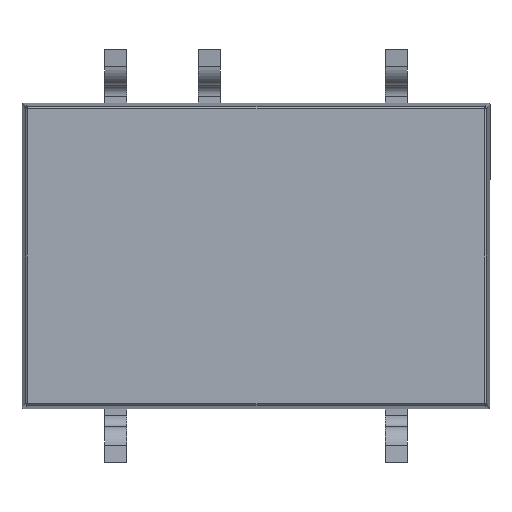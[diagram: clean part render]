
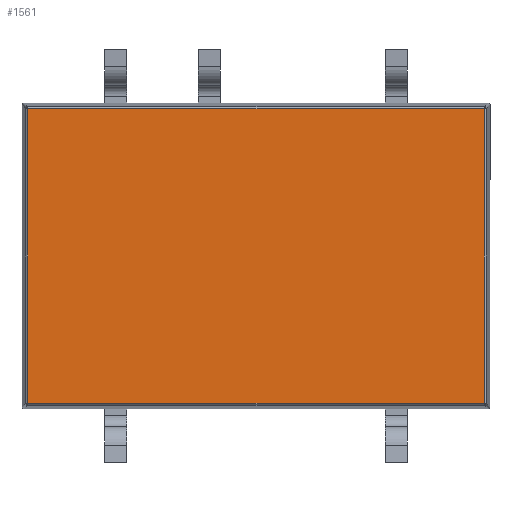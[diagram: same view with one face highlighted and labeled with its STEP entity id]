
A CAD part, front view. The second image highlights one B-rep face of the part: STEP entity #1561.
In plain terms, the highlighted planar face has unit normal (0, -1, 0).
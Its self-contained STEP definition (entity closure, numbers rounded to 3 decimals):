
#15 = EDGE_CURVE ( 'NONE', #2564, #441, #2837, .T. ) ;
#105 = DIRECTION ( 'NONE',  ( 0., 0., -1. ) ) ;
#220 = LINE ( 'NONE', #2730, #767 ) ;
#310 = CARTESIAN_POINT ( 'NONE',  ( -6.35, 0., 4.15 ) ) ;
#346 = DIRECTION ( 'NONE',  ( 0., 0., 1. ) ) ;
#441 = VERTEX_POINT ( 'NONE', #1730 ) ;
#447 = EDGE_CURVE ( 'NONE', #2257, #2564, #1334, .T. ) ;
#577 = DIRECTION ( 'NONE',  ( 0., 1., 0. ) ) ;
#767 = VECTOR ( 'NONE', #346, 1000. ) ;
#925 = ORIENTED_EDGE ( 'NONE', *, *, #15, .T. ) ;
#1054 = CARTESIAN_POINT ( 'NONE',  ( -6.198, 0., -4.045 ) ) ;
#1144 = DIRECTION ( 'NONE',  ( 1., 0., 0. ) ) ;
#1164 = EDGE_LOOP ( 'NONE', ( #1494, #2217, #925, #1916 ) ) ;
#1167 = LINE ( 'NONE', #2984, #2538 ) ;
#1271 = DIRECTION ( 'NONE',  ( -1., 0., 0. ) ) ;
#1334 = LINE ( 'NONE', #1054, #1457 ) ;
#1457 = VECTOR ( 'NONE', #105, 1000. ) ;
#1494 = ORIENTED_EDGE ( 'NONE', *, *, #2727, .T. ) ;
#1561 = ADVANCED_FACE ( 'NONE', ( #2539 ), #2922, .F. ) ;
#1590 = EDGE_CURVE ( 'NONE', #441, #3035, #220, .T. ) ;
#1730 = CARTESIAN_POINT ( 'NONE',  ( 6.198, 0., -3.998 ) ) ;
#1800 = CARTESIAN_POINT ( 'NONE',  ( 6.245, 0., -3.998 ) ) ;
#1916 = ORIENTED_EDGE ( 'NONE', *, *, #1590, .T. ) ;
#2013 = VECTOR ( 'NONE', #1144, 1000. ) ;
#2217 = ORIENTED_EDGE ( 'NONE', *, *, #447, .T. ) ;
#2257 = VERTEX_POINT ( 'NONE', #2710 ) ;
#2538 = VECTOR ( 'NONE', #1271, 1000. ) ;
#2539 = FACE_OUTER_BOUND ( 'NONE', #1164, .T. ) ;
#2564 = VERTEX_POINT ( 'NONE', #3048 ) ;
#2681 = DIRECTION ( 'NONE',  ( 0., 0., 1. ) ) ;
#2710 = CARTESIAN_POINT ( 'NONE',  ( -6.198, 0., 3.998 ) ) ;
#2727 = EDGE_CURVE ( 'NONE', #3035, #2257, #1167, .T. ) ;
#2730 = CARTESIAN_POINT ( 'NONE',  ( 6.198, 0., 4.045 ) ) ;
#2837 = LINE ( 'NONE', #1800, #2013 ) ;
#2886 = AXIS2_PLACEMENT_3D ( 'NONE', #310, #577, #2681 ) ;
#2922 = PLANE ( 'NONE',  #2886 ) ;
#2984 = CARTESIAN_POINT ( 'NONE',  ( -6.245, 0., 3.998 ) ) ;
#3018 = CARTESIAN_POINT ( 'NONE',  ( 6.198, 0., 3.998 ) ) ;
#3035 = VERTEX_POINT ( 'NONE', #3018 ) ;
#3048 = CARTESIAN_POINT ( 'NONE',  ( -6.198, 0., -3.998 ) ) ;
